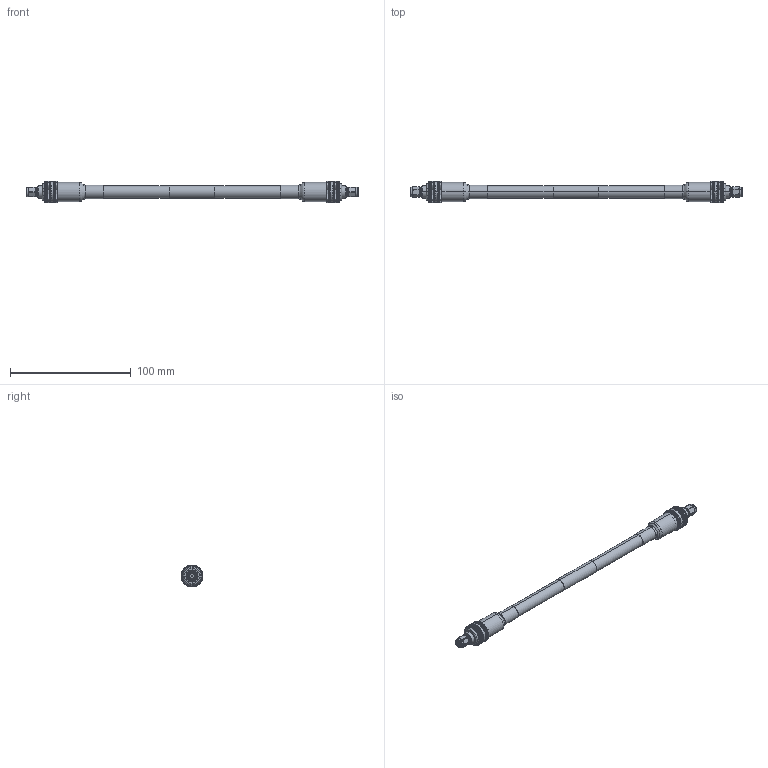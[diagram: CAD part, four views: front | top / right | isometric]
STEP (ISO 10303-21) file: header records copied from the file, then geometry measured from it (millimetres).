
FILE_DESCRIPTION (( 'STEP AP214' ), '1' );
FILE_NAME ('FMCA100249_3D.step', '2025-02-11T17:19:06', ( '' ), ( '' ), 'SwSTEP 2.0', 'SolidWorks 2022', '' );
FILE_SCHEMA (( 'AUTOMOTIVE_DESIGN' ));
Length unit declared in the file: inch
Products named in the file (4): HEATSHRINK^FMCA100249; LMR-400-UF^FMCA100249_No Label; PE44666^FMCA100249; FMCA100249_3D
Assembly tree (5 placements, depth 2):
  FMCA100249_3D
    LMR-400-UF^FMCA100249_No Label
    PE44666^FMCA100249  x2
    HEATSHRINK^FMCA100249  x2
Bounding box: 275.53 x 18 x 18 mm (x, y, z)
Volume: 27633.5 mm3; surface area: 20608.1 mm2
Topology: 7 solids, 9 shells, 1156 faces, 2996 edges, 1888 vertices
Faces by surface type: plane 564, cylinder 380, cone 182, torus 20, bspline 10
Entity records: 20962 total; most frequent: CARTESIAN_POINT 6961, ORIENTED_EDGE 3014, DIRECTION 2577, EDGE_CURVE 1507, AXIS2_PLACEMENT_3D 1050, VERTEX_POINT 950, EDGE_LOOP 603, FACE_OUTER_BOUND 583
